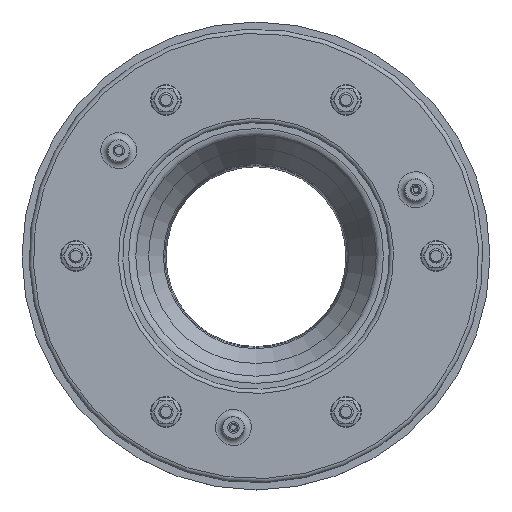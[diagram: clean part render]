
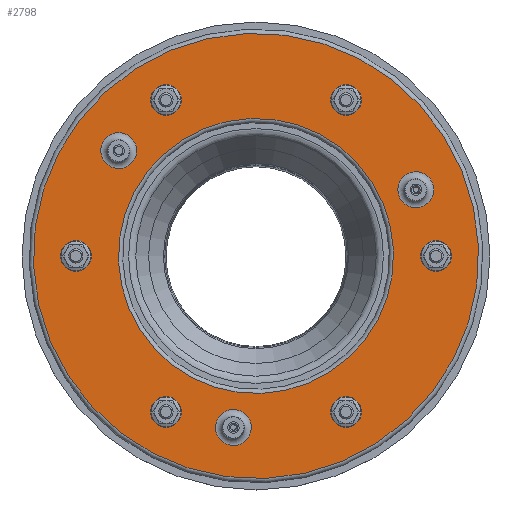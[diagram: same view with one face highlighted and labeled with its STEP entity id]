
A CAD part, top view. The second image highlights one B-rep face of the part: STEP entity #2798.
In plain terms, the highlighted planar face has unit normal (0, 0, 1).
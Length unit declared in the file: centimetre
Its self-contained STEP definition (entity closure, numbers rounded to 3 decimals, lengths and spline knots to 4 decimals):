
#318=FACE_BOUND('',#699,.T.);
#319=FACE_BOUND('',#700,.T.);
#320=FACE_BOUND('',#701,.T.);
#321=FACE_BOUND('',#702,.T.);
#322=FACE_BOUND('',#703,.T.);
#323=FACE_BOUND('',#704,.T.);
#324=FACE_BOUND('',#705,.T.);
#325=FACE_BOUND('',#706,.T.);
#326=FACE_BOUND('',#707,.T.);
#327=FACE_BOUND('',#708,.T.);
#453=FACE_OUTER_BOUND('',#698,.T.);
#698=EDGE_LOOP('',(#2157));
#699=EDGE_LOOP('',(#2158));
#700=EDGE_LOOP('',(#2159));
#701=EDGE_LOOP('',(#2160));
#702=EDGE_LOOP('',(#2161));
#703=EDGE_LOOP('',(#2162));
#704=EDGE_LOOP('',(#2163));
#705=EDGE_LOOP('',(#2164));
#706=EDGE_LOOP('',(#2165));
#707=EDGE_LOOP('',(#2166));
#708=EDGE_LOOP('',(#2167));
#945=CIRCLE('',#3410,7.);
#947=CIRCLE('',#3413,7.);
#949=CIRCLE('',#3416,7.);
#951=CIRCLE('',#3419,7.);
#953=CIRCLE('',#3422,7.);
#955=CIRCLE('',#3425,7.);
#986=CIRCLE('',#3484,157.);
#987=CIRCLE('',#3485,97.);
#988=CIRCLE('',#3486,12.6579);
#989=CIRCLE('',#3487,12.6579);
#990=CIRCLE('',#3488,12.6579);
#1188=VERTEX_POINT('',#5155);
#1190=VERTEX_POINT('',#5161);
#1192=VERTEX_POINT('',#5167);
#1194=VERTEX_POINT('',#5173);
#1196=VERTEX_POINT('',#5179);
#1198=VERTEX_POINT('',#5185);
#1229=VERTEX_POINT('',#5291);
#1230=VERTEX_POINT('',#5293);
#1231=VERTEX_POINT('',#5295);
#1232=VERTEX_POINT('',#5297);
#1233=VERTEX_POINT('',#5299);
#1497=EDGE_CURVE('',#1188,#1188,#945,.T.);
#1500=EDGE_CURVE('',#1190,#1190,#947,.T.);
#1503=EDGE_CURVE('',#1192,#1192,#949,.T.);
#1506=EDGE_CURVE('',#1194,#1194,#951,.T.);
#1509=EDGE_CURVE('',#1196,#1196,#953,.T.);
#1512=EDGE_CURVE('',#1198,#1198,#955,.T.);
#1558=EDGE_CURVE('',#1229,#1229,#986,.T.);
#1559=EDGE_CURVE('',#1230,#1230,#987,.T.);
#1560=EDGE_CURVE('',#1231,#1231,#988,.T.);
#1561=EDGE_CURVE('',#1232,#1232,#989,.T.);
#1562=EDGE_CURVE('',#1233,#1233,#990,.T.);
#2157=ORIENTED_EDGE('',*,*,#1558,.F.);
#2158=ORIENTED_EDGE('',*,*,#1497,.T.);
#2159=ORIENTED_EDGE('',*,*,#1500,.T.);
#2160=ORIENTED_EDGE('',*,*,#1503,.T.);
#2161=ORIENTED_EDGE('',*,*,#1506,.T.);
#2162=ORIENTED_EDGE('',*,*,#1509,.T.);
#2163=ORIENTED_EDGE('',*,*,#1512,.T.);
#2164=ORIENTED_EDGE('',*,*,#1559,.T.);
#2165=ORIENTED_EDGE('',*,*,#1560,.T.);
#2166=ORIENTED_EDGE('',*,*,#1561,.T.);
#2167=ORIENTED_EDGE('',*,*,#1562,.T.);
#2675=PLANE('',#3483);
#2798=ADVANCED_FACE('',(#453,#318,#319,#320,#321,#322,#323,#324,#325,#326,
#327),#2675,.T.);
#3410=AXIS2_PLACEMENT_3D('',#5157,#4096,#4097);
#3413=AXIS2_PLACEMENT_3D('',#5163,#4103,#4104);
#3416=AXIS2_PLACEMENT_3D('',#5169,#4110,#4111);
#3419=AXIS2_PLACEMENT_3D('',#5175,#4117,#4118);
#3422=AXIS2_PLACEMENT_3D('',#5181,#4124,#4125);
#3425=AXIS2_PLACEMENT_3D('',#5187,#4131,#4132);
#3483=AXIS2_PLACEMENT_3D('',#5290,#4262,#4263);
#3484=AXIS2_PLACEMENT_3D('',#5292,#4264,#4265);
#3485=AXIS2_PLACEMENT_3D('',#5294,#4266,#4267);
#3486=AXIS2_PLACEMENT_3D('',#5296,#4268,#4269);
#3487=AXIS2_PLACEMENT_3D('',#5298,#4270,#4271);
#3488=AXIS2_PLACEMENT_3D('',#5300,#4272,#4273);
#4096=DIRECTION('center_axis',(0.,0.,
-1.));
#4097=DIRECTION('ref_axis',(0.,1.,0.));
#4103=DIRECTION('center_axis',(0.,0.,
-1.));
#4104=DIRECTION('ref_axis',(0.,-1.,0.));
#4110=DIRECTION('center_axis',(0.,0.,
-1.));
#4111=DIRECTION('ref_axis',(0.,1.,0.));
#4117=DIRECTION('center_axis',(0.,0.,
-1.));
#4118=DIRECTION('ref_axis',(0.,-1.,0.));
#4124=DIRECTION('center_axis',(0.,0.,
-1.));
#4125=DIRECTION('ref_axis',(0.,1.,0.));
#4131=DIRECTION('center_axis',(0.,0.,
-1.));
#4132=DIRECTION('ref_axis',(0.,1.,0.));
#4262=DIRECTION('center_axis',(0.,0.,
1.));
#4263=DIRECTION('ref_axis',(-1.,0.,0.));
#4264=DIRECTION('center_axis',(0.,0.,
-1.));
#4265=DIRECTION('ref_axis',(0.,-1.,0.));
#4266=DIRECTION('center_axis',(0.,0.,
-1.));
#4267=DIRECTION('ref_axis',(0.,-1.,0.));
#4268=DIRECTION('center_axis',(0.,0.,
-1.));
#4269=DIRECTION('ref_axis',(0.,-1.,0.));
#4270=DIRECTION('center_axis',(0.,0.,
-1.));
#4271=DIRECTION('ref_axis',(-0.866,0.5,0.));
#4272=DIRECTION('center_axis',(0.,0.,
-1.));
#4273=DIRECTION('ref_axis',(0.866,0.5,0.));
#5155=CARTESIAN_POINT('',(48.6008,110.3327,6.));
#5157=CARTESIAN_POINT('Origin',(48.6008,117.3327,6.));
#5161=CARTESIAN_POINT('',(-48.6008,-110.3327,6.));
#5163=CARTESIAN_POINT('Origin',(-48.6008,-117.3327,6.));
#5167=CARTESIAN_POINT('',(125.9135,9.5768,6.));
#5169=CARTESIAN_POINT('Origin',(125.9135,16.5768,6.));
#5173=CARTESIAN_POINT('',(77.3127,-93.7559,6.));
#5175=CARTESIAN_POINT('Origin',(77.3127,-100.7559,6.));
#5179=CARTESIAN_POINT('',(-125.9135,-23.5768,6.));
#5181=CARTESIAN_POINT('Origin',(-125.9135,-16.5768,6.));
#5185=CARTESIAN_POINT('',(-77.3127,93.7559,6.));
#5187=CARTESIAN_POINT('Origin',(-77.3127,100.7559,6.));
#5290=CARTESIAN_POINT('Origin',(0.,157.,6.));
#5291=CARTESIAN_POINT('',(-157.,0.,6.));
#5292=CARTESIAN_POINT('Origin',(0.,0.,6.));
#5293=CARTESIAN_POINT('',(-97.,0.,6.));
#5294=CARTESIAN_POINT('Origin',(0.,0.,6.));
#5295=CARTESIAN_POINT('',(-12.6579,-122.,6.));
#5296=CARTESIAN_POINT('Origin',(0.,-122.,6.));
#5297=CARTESIAN_POINT('',(-99.3262,71.962,6.));
#5298=CARTESIAN_POINT('Origin',(-105.6551,61.,6.));
#5299=CARTESIAN_POINT('',(111.984,50.038,6.));
#5300=CARTESIAN_POINT('Origin',(105.6551,61.,6.));
